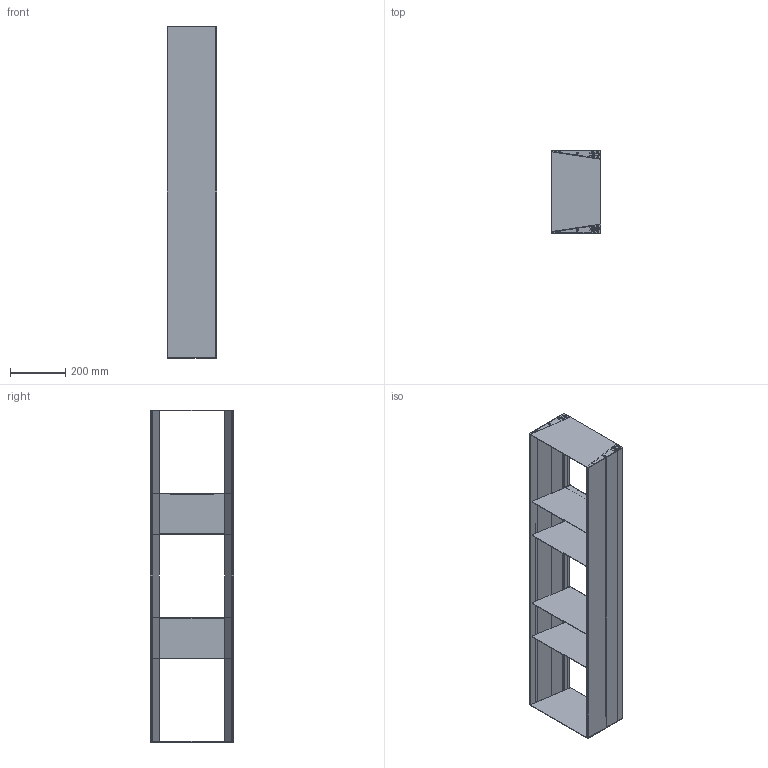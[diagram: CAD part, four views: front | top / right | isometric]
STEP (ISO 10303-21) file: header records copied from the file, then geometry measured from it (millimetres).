
FILE_DESCRIPTION(('STEP AP214'),'1');
FILE_NAME('rregal 1200.STP','2023-11-23T10:13:05',(' '),(' '),'Spatial InterOp 3D',' ',' ');
FILE_SCHEMA(('AUTOMOTIVE_DESIGN { 1 0 10303 214 1 1 1 1 }'));
Length unit declared in the file: millimetre
Products named in the file (1): Solt_r M_bel 1200|Fachbodeneinheit Solit__re#Fachbodeneinheit Solit_re|Solit__re-Board#Solit_re-Board;Solit_re-Board
Bounding box: 180.5 x 301 x 1200 mm (x, y, z)
Volume: 3573411.1 mm3; surface area: 3436355.8 mm2
Topology: 20 solids, 20 shells, 1048 faces, 2972 edges, 1964 vertices
Faces by surface type: cylinder 526, plane 466, cone 48, bspline 8
Entity records: 34862 total; most frequent: DIRECTION 6212, CARTESIAN_POINT 6140, ORIENTED_EDGE 5944, EDGE_CURVE 2972, AXIS2_PLACEMENT_3D 2196, VERTEX_POINT 1964, LINE 1820, VECTOR 1820
